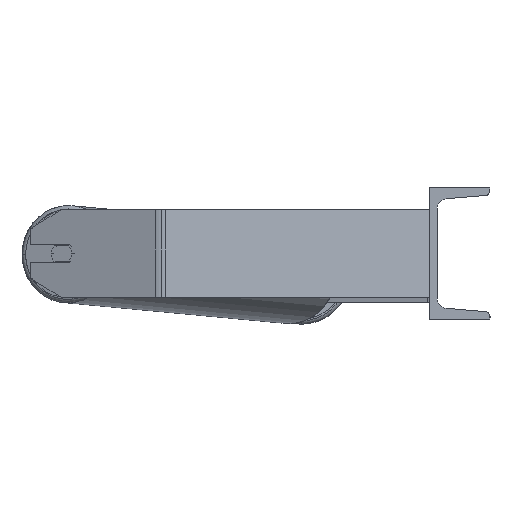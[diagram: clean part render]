
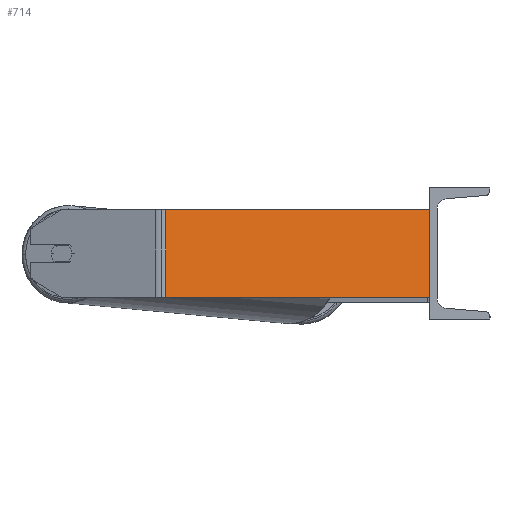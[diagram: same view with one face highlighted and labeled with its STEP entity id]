
A CAD part, left-side view. The second image highlights one B-rep face of the part: STEP entity #714.
In plain terms, the highlighted planar face has unit normal (-0.966, -0.259, 0).
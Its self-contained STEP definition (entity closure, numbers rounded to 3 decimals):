
#203 = DIRECTION ( 'NONE',  ( 0.966, 0.259, 0. ) ) ;
#323 = VECTOR ( 'NONE', #3904, 1000. ) ;
#424 = CARTESIAN_POINT ( 'NONE',  ( -950.814, 245.621, 40. ) ) ;
#485 = EDGE_CURVE ( 'NONE', #1150, #6172, #3953, .T. ) ;
#676 = ORIENTED_EDGE ( 'NONE', *, *, #7377, .T. ) ;
#714 = ADVANCED_FACE ( 'NONE', ( #2818 ), #2132, .F. ) ;
#865 = CARTESIAN_POINT ( 'NONE',  ( -950.814, 245.621, 40. ) ) ;
#992 = DIRECTION ( 'NONE',  ( 0.259, -0.966, 0. ) ) ;
#1091 = CARTESIAN_POINT ( 'NONE',  ( -885., 0., 40. ) ) ;
#1150 = VERTEX_POINT ( 'NONE', #7960 ) ;
#1161 = CARTESIAN_POINT ( 'NONE',  ( -949.508, 240.748, -40. ) ) ;
#1243 = AXIS2_PLACEMENT_3D ( 'NONE', #865, #203, #3779 ) ;
#1302 = DIRECTION ( 'NONE',  ( 0.259, -0.966, 0. ) ) ;
#1561 = CARTESIAN_POINT ( 'NONE',  ( -949.508, 240.748, 40. ) ) ;
#2132 = PLANE ( 'NONE',  #1243 ) ;
#2818 = FACE_OUTER_BOUND ( 'NONE', #3954, .T. ) ;
#3779 = DIRECTION ( 'NONE',  ( -0.259, 0.966, 0. ) ) ;
#3904 = DIRECTION ( 'NONE',  ( 0., 0., -1. ) ) ;
#3953 = LINE ( 'NONE', #424, #4769 ) ;
#3954 = EDGE_LOOP ( 'NONE', ( #7919, #4001, #6176, #676 ) ) ;
#4001 = ORIENTED_EDGE ( 'NONE', *, *, #5792, .F. ) ;
#4348 = VECTOR ( 'NONE', #7203, 1000. ) ;
#4769 = VECTOR ( 'NONE', #992, 1000. ) ;
#5792 = EDGE_CURVE ( 'NONE', #6172, #8605, #6029, .T. ) ;
#6029 = LINE ( 'NONE', #1091, #323 ) ;
#6172 = VERTEX_POINT ( 'NONE', #6201 ) ;
#6176 = ORIENTED_EDGE ( 'NONE', *, *, #485, .F. ) ;
#6201 = CARTESIAN_POINT ( 'NONE',  ( -885., 0., 40. ) ) ;
#7203 = DIRECTION ( 'NONE',  ( 0., 0., -1. ) ) ;
#7377 = EDGE_CURVE ( 'NONE', #1150, #7424, #7891, .T. ) ;
#7424 = VERTEX_POINT ( 'NONE', #1161 ) ;
#7752 = LINE ( 'NONE', #8308, #7914 ) ;
#7891 = LINE ( 'NONE', #1561, #4348 ) ;
#7914 = VECTOR ( 'NONE', #1302, 1000. ) ;
#7919 = ORIENTED_EDGE ( 'NONE', *, *, #8170, .T. ) ;
#7960 = CARTESIAN_POINT ( 'NONE',  ( -949.508, 240.748, 40. ) ) ;
#7981 = CARTESIAN_POINT ( 'NONE',  ( -885., 0., -40. ) ) ;
#8170 = EDGE_CURVE ( 'NONE', #7424, #8605, #7752, .T. ) ;
#8308 = CARTESIAN_POINT ( 'NONE',  ( -950.814, 245.621, -40. ) ) ;
#8605 = VERTEX_POINT ( 'NONE', #7981 ) ;
